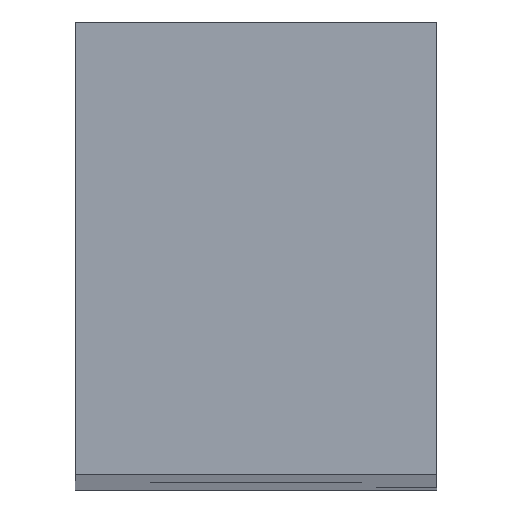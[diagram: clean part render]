
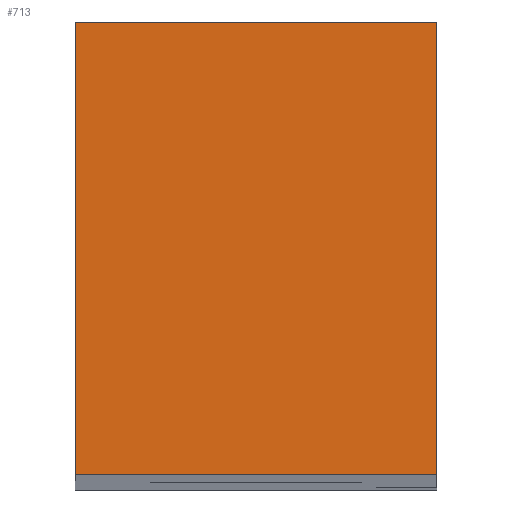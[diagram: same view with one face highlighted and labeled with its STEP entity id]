
A CAD part, top view. The second image highlights one B-rep face of the part: STEP entity #713.
In plain terms, the highlighted planar face has unit normal (0, 0, 1).
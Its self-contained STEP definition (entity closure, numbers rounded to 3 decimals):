
#18 = CARTESIAN_POINT ( 'NONE',  ( 3.5, 15., 150. ) ) ;
#77 = LINE ( 'NONE', #18, #670 ) ;
#114 = AXIS2_PLACEMENT_3D ( 'NONE', #740, #677, #723 ) ;
#134 = VECTOR ( 'NONE', #776, 1000. ) ;
#173 = VECTOR ( 'NONE', #628, 1000. ) ;
#217 = CARTESIAN_POINT ( 'NONE',  ( 3.5, 0., 150. ) ) ;
#251 = CARTESIAN_POINT ( 'NONE',  ( 6., 0., 150. ) ) ;
#256 = LINE ( 'NONE', #753, #455 ) ;
#298 = VERTEX_POINT ( 'NONE', #443 ) ;
#300 = CARTESIAN_POINT ( 'NONE',  ( 6., 15., 150. ) ) ;
#317 = EDGE_LOOP ( 'NONE', ( #754, #653, #736, #788 ) ) ;
#327 = LINE ( 'NONE', #813, #173 ) ;
#344 = EDGE_CURVE ( 'NONE', #687, #298, #256, .T. ) ;
#423 = EDGE_CURVE ( 'NONE', #581, #687, #819, .T. ) ;
#426 = PLANE ( 'NONE',  #114 ) ;
#443 = CARTESIAN_POINT ( 'NONE',  ( -6., 15., 150. ) ) ;
#455 = VECTOR ( 'NONE', #823, 1000. ) ;
#490 = FACE_OUTER_BOUND ( 'NONE', #317, .T. ) ;
#496 = EDGE_CURVE ( 'NONE', #772, #298, #77, .T. ) ;
#521 = DIRECTION ( 'NONE',  ( -1., 0., 0. ) ) ;
#534 = EDGE_CURVE ( 'NONE', #772, #581, #327, .T. ) ;
#581 = VERTEX_POINT ( 'NONE', #251 ) ;
#615 = CARTESIAN_POINT ( 'NONE',  ( -6., 0., 150. ) ) ;
#628 = DIRECTION ( 'NONE',  ( 0., -1., 0. ) ) ;
#653 = ORIENTED_EDGE ( 'NONE', *, *, #344, .F. ) ;
#670 = VECTOR ( 'NONE', #521, 1000. ) ;
#677 = DIRECTION ( 'NONE',  ( 0., 0., -1. ) ) ;
#687 = VERTEX_POINT ( 'NONE', #615 ) ;
#713 = ADVANCED_FACE ( 'NONE', ( #490 ), #426, .F. ) ;
#723 = DIRECTION ( 'NONE',  ( -1., 0., 0. ) ) ;
#736 = ORIENTED_EDGE ( 'NONE', *, *, #423, .F. ) ;
#740 = CARTESIAN_POINT ( 'NONE',  ( 3.5, 15., 150. ) ) ;
#753 = CARTESIAN_POINT ( 'NONE',  ( -6., 0., 150. ) ) ;
#754 = ORIENTED_EDGE ( 'NONE', *, *, #496, .T. ) ;
#772 = VERTEX_POINT ( 'NONE', #300 ) ;
#776 = DIRECTION ( 'NONE',  ( -1., 0., 0. ) ) ;
#788 = ORIENTED_EDGE ( 'NONE', *, *, #534, .F. ) ;
#813 = CARTESIAN_POINT ( 'NONE',  ( 6., 0., 150. ) ) ;
#819 = LINE ( 'NONE', #217, #134 ) ;
#823 = DIRECTION ( 'NONE',  ( 0., 1., 0. ) ) ;
